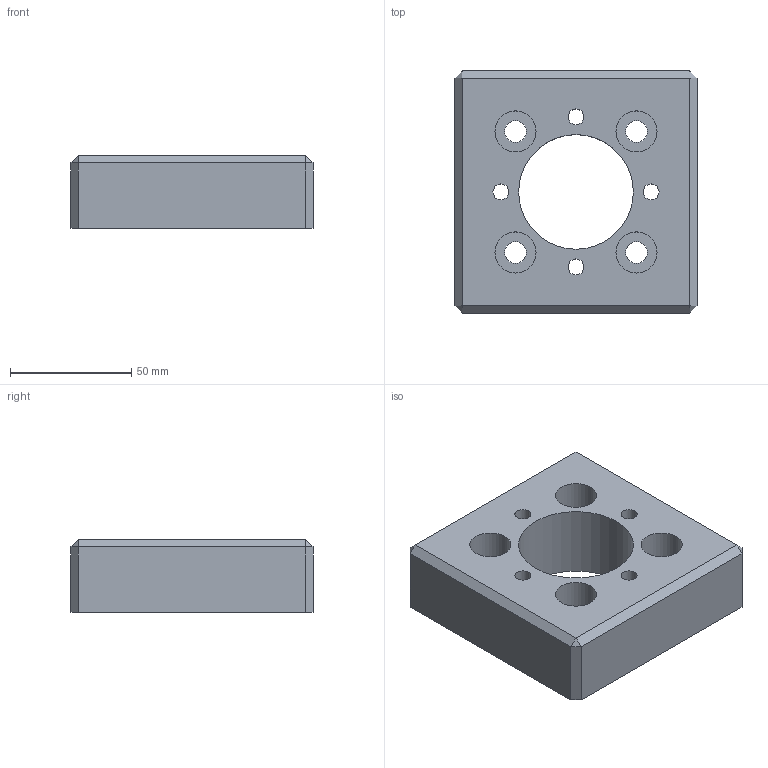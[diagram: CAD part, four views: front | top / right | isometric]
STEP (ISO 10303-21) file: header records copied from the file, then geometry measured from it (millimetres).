
FILE_DESCRIPTION(/* description */ (''),/* implementation_level */ '2;1');
FILE_NAME(/* name */ 'PLATE_BOTTOM.step',/* time_stamp */ '2025-10-09T19:36:58+09:00',/* author */ (''),/* organization */ (''),/* preprocessor_version */ 'ST-DEVELOPER v20.1',/* originating_system */ 'Autodesk Translation Framework v14.17.0.0',/* authorisation */ '');
FILE_SCHEMA (('AUTOMOTIVE_DESIGN { 1 0 10303 214 3 1 1 }'));
Length unit declared in the file: millimetre
Products named in the file (1): 2025-10-09-19-36-57-940
Bounding box: 100 x 100 x 30 mm (x, y, z)
Volume: 223786.1 mm3; surface area: 38664.6 mm2
Topology: 1 solids, 1 shells, 63 faces, 147 edges, 94 vertices
Faces by surface type: plane 50, cylinder 13
Full cylindrical faces by diameter (mm): 6.6 x4, 9 x4, 17 x4, 47.4 x1
Entity records: 1840 total; most frequent: CARTESIAN_POINT 305, DIRECTION 301, ORIENTED_EDGE 294, EDGE_CURVE 147, LINE 121, VECTOR 121, VERTEX_POINT 94, AXIS2_PLACEMENT_3D 90
